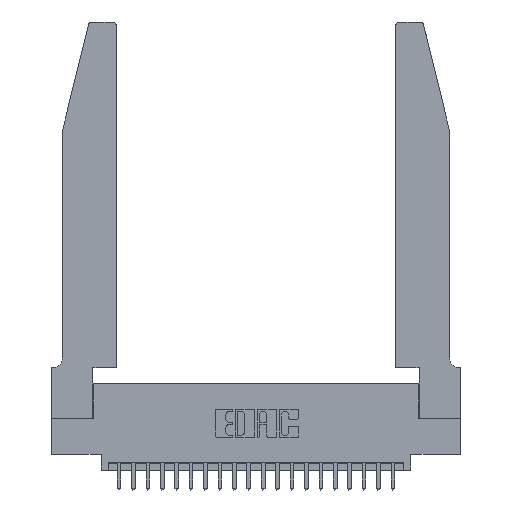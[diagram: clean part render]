
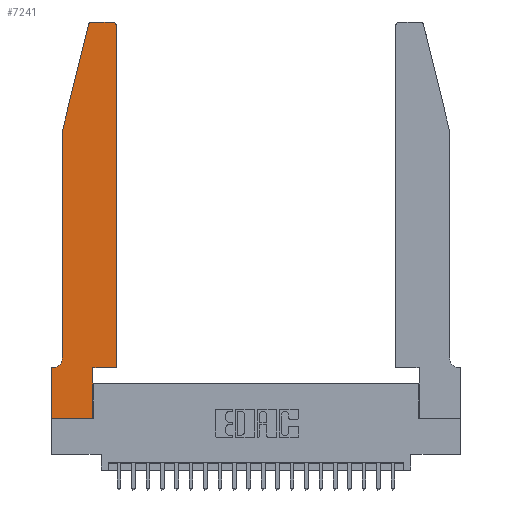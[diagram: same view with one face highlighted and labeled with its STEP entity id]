
A CAD part, top view. The second image highlights one B-rep face of the part: STEP entity #7241.
In plain terms, the highlighted planar face has unit normal (0, 0, 1).
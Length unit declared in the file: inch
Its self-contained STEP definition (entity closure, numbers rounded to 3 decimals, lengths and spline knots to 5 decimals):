
#372 = CARTESIAN_POINT ( 'NONE',  ( 0.0755, 2., 0.37 ) ) ;
#422 = ORIENTED_EDGE ( 'NONE', *, *, #920, .T. ) ;
#524 = CARTESIAN_POINT ( 'NONE',  ( 0., 0., 0.37 ) ) ;
#847 = CARTESIAN_POINT ( 'NONE',  ( 0.4505, 0.35, 0.37 ) ) ;
#920 = EDGE_CURVE ( 'NONE', #19504, #16024, #11715, .T. ) ;
#1181 = VERTEX_POINT ( 'NONE', #847 ) ;
#1433 = DIRECTION ( 'NONE',  ( 1., 0., 0. ) ) ;
#1878 = VERTEX_POINT ( 'NONE', #5474 ) ;
#2000 = DIRECTION ( 'NONE',  ( 0., 1., 0. ) ) ;
#2178 = AXIS2_PLACEMENT_3D ( 'NONE', #7047, #3531, #10928 ) ;
#2300 = DIRECTION ( 'NONE',  ( 0., 0., 1. ) ) ;
#2388 = CARTESIAN_POINT ( 'NONE',  ( 0.2865, 0.35, 0.37 ) ) ;
#2464 = LINE ( 'NONE', #18359, #21289 ) ;
#3145 = ORIENTED_EDGE ( 'NONE', *, *, #20593, .T. ) ;
#3150 = DIRECTION ( 'NONE',  ( -1., 0., 0. ) ) ;
#3313 = ORIENTED_EDGE ( 'NONE', *, *, #21787, .T. ) ;
#3420 = AXIS2_PLACEMENT_3D ( 'NONE', #6848, #5050, #6926 ) ;
#3436 = DIRECTION ( 'NONE',  ( 0., 0., 1. ) ) ;
#3483 = EDGE_CURVE ( 'NONE', #19499, #5676, #3651, .T. ) ;
#3531 = DIRECTION ( 'NONE',  ( 0., 0., 1. ) ) ;
#3651 = LINE ( 'NONE', #524, #22704 ) ;
#3936 = VERTEX_POINT ( 'NONE', #18695 ) ;
#4107 = VECTOR ( 'NONE', #10397, 39.37008 ) ;
#4285 = PLANE ( 'NONE',  #5515 ) ;
#4987 = CARTESIAN_POINT ( 'NONE',  ( 0.0755, 0.42, 0.37 ) ) ;
#5050 = DIRECTION ( 'NONE',  ( 0., 0., -1. ) ) ;
#5209 = DIRECTION ( 'NONE',  ( 1., 0., 0. ) ) ;
#5436 = LINE ( 'NONE', #6888, #18831 ) ;
#5474 = CARTESIAN_POINT ( 'NONE',  ( 0.284, 2.75, 0.37 ) ) ;
#5515 = AXIS2_PLACEMENT_3D ( 'NONE', #11454, #2300, #11387 ) ;
#5676 = VERTEX_POINT ( 'NONE', #14584 ) ;
#5884 = CARTESIAN_POINT ( 'NONE',  ( 0.2865, 0.35, 0.37 ) ) ;
#6170 = EDGE_CURVE ( 'NONE', #5676, #19504, #18193, .T. ) ;
#6710 = CIRCLE ( 'NONE', #2178, 0.03 ) ;
#6848 = CARTESIAN_POINT ( 'NONE',  ( 0.0055, 0.42, 0.37 ) ) ;
#6858 = ORIENTED_EDGE ( 'NONE', *, *, #6170, .T. ) ;
#6888 = CARTESIAN_POINT ( 'NONE',  ( 0.2605, 2.75, 0.37 ) ) ;
#6926 = DIRECTION ( 'NONE',  ( -1., 0., 0. ) ) ;
#7010 = CARTESIAN_POINT ( 'NONE',  ( 0.4505, 0.35, 0.37 ) ) ;
#7047 = CARTESIAN_POINT ( 'NONE',  ( 0.4205, 2.72, 0.37 ) ) ;
#7241 = ADVANCED_FACE ( 'NONE', ( #11855 ), #4285, .T. ) ;
#7810 = EDGE_CURVE ( 'NONE', #18266, #8579, #6710, .T. ) ;
#8061 = LINE ( 'NONE', #7010, #22005 ) ;
#8358 = CIRCLE ( 'NONE', #8893, 0.03 ) ;
#8464 = CARTESIAN_POINT ( 'NONE',  ( 0.4205, 2.75, 0.37 ) ) ;
#8579 = VERTEX_POINT ( 'NONE', #8464 ) ;
#8893 = AXIS2_PLACEMENT_3D ( 'NONE', #14352, #3436, #1433 ) ;
#9068 = CARTESIAN_POINT ( 'NONE',  ( 0., 0., 0.37 ) ) ;
#9544 = DIRECTION ( 'NONE',  ( 0., -1., 0. ) ) ;
#9561 = EDGE_CURVE ( 'NONE', #16024, #1181, #8061, .T. ) ;
#10397 = DIRECTION ( 'NONE',  ( 0., -1., 0. ) ) ;
#10477 = ORIENTED_EDGE ( 'NONE', *, *, #17275, .T. ) ;
#10694 = CARTESIAN_POINT ( 'NONE',  ( 0.4505, 2.72, 0.37 ) ) ;
#10928 = DIRECTION ( 'NONE',  ( 1., 0., 0. ) ) ;
#11135 = CARTESIAN_POINT ( 'NONE',  ( 0.0755, 0.35, 0.37 ) ) ;
#11154 = ORIENTED_EDGE ( 'NONE', *, *, #12914, .T. ) ;
#11387 = DIRECTION ( 'NONE',  ( 1., 0., 0. ) ) ;
#11454 = CARTESIAN_POINT ( 'NONE',  ( 0., 0.35, 0.37 ) ) ;
#11715 = LINE ( 'NONE', #5884, #15145 ) ;
#11855 = FACE_OUTER_BOUND ( 'NONE', #21979, .T. ) ;
#12132 = ORIENTED_EDGE ( 'NONE', *, *, #9561, .T. ) ;
#12816 = DIRECTION ( 'NONE',  ( 1., 0., 0. ) ) ;
#12914 = EDGE_CURVE ( 'NONE', #15474, #3936, #18058, .T. ) ;
#13217 = VECTOR ( 'NONE', #18682, 39.37008 ) ;
#13621 = CARTESIAN_POINT ( 'NONE',  ( 0.0055, 0.35, 0.37 ) ) ;
#13860 = EDGE_CURVE ( 'NONE', #8579, #1878, #5436, .T. ) ;
#14236 = CARTESIAN_POINT ( 'NONE',  ( 0.0755, 2., 0.37 ) ) ;
#14349 = ORIENTED_EDGE ( 'NONE', *, *, #7810, .T. ) ;
#14352 = CARTESIAN_POINT ( 'NONE',  ( 0.284, 2.72, 0.37 ) ) ;
#14372 = VECTOR ( 'NONE', #14805, 39.37008 ) ;
#14419 = ORIENTED_EDGE ( 'NONE', *, *, #3483, .T. ) ;
#14584 = CARTESIAN_POINT ( 'NONE',  ( 0., 0., 0.37 ) ) ;
#14589 = ORIENTED_EDGE ( 'NONE', *, *, #21482, .T. ) ;
#14805 = DIRECTION ( 'NONE',  ( -1., 0., 0. ) ) ;
#15145 = VECTOR ( 'NONE', #2000, 39.37008 ) ;
#15474 = VERTEX_POINT ( 'NONE', #20036 ) ;
#15941 = CARTESIAN_POINT ( 'NONE',  ( 0.2865, 0., 0.37 ) ) ;
#16024 = VERTEX_POINT ( 'NONE', #2388 ) ;
#16124 = LINE ( 'NONE', #14236, #4107 ) ;
#16694 = VERTEX_POINT ( 'NONE', #13621 ) ;
#16725 = CIRCLE ( 'NONE', #3420, 0.07 ) ;
#17275 = EDGE_CURVE ( 'NONE', #1181, #18266, #2464, .T. ) ;
#18058 = LINE ( 'NONE', #372, #13217 ) ;
#18193 = LINE ( 'NONE', #9068, #23313 ) ;
#18266 = VERTEX_POINT ( 'NONE', #10694 ) ;
#18359 = CARTESIAN_POINT ( 'NONE',  ( 0.4505, 0.35, 0.37 ) ) ;
#18682 = DIRECTION ( 'NONE',  ( -0.239, -0.971, 0. ) ) ;
#18695 = CARTESIAN_POINT ( 'NONE',  ( 0.0755, 2., 0.37 ) ) ;
#18802 = EDGE_CURVE ( 'NONE', #19467, #16694, #16725, .T. ) ;
#18831 = VECTOR ( 'NONE', #3150, 39.37008 ) ;
#19467 = VERTEX_POINT ( 'NONE', #4987 ) ;
#19499 = VERTEX_POINT ( 'NONE', #23186 ) ;
#19504 = VERTEX_POINT ( 'NONE', #15941 ) ;
#20036 = CARTESIAN_POINT ( 'NONE',  ( 0.25487, 2.72718, 0.37 ) ) ;
#20074 = ORIENTED_EDGE ( 'NONE', *, *, #18802, .T. ) ;
#20593 = EDGE_CURVE ( 'NONE', #3936, #19467, #16124, .T. ) ;
#21289 = VECTOR ( 'NONE', #22255, 39.37008 ) ;
#21482 = EDGE_CURVE ( 'NONE', #16694, #19499, #21753, .T. ) ;
#21753 = LINE ( 'NONE', #11135, #14372 ) ;
#21787 = EDGE_CURVE ( 'NONE', #1878, #15474, #8358, .T. ) ;
#21979 = EDGE_LOOP ( 'NONE', ( #23075, #3313, #11154, #3145, #20074, #14589, #14419, #6858, #422, #12132, #10477, #14349 ) ) ;
#22005 = VECTOR ( 'NONE', #5209, 39.37008 ) ;
#22255 = DIRECTION ( 'NONE',  ( 0., 1., 0. ) ) ;
#22704 = VECTOR ( 'NONE', #9544, 39.37008 ) ;
#23075 = ORIENTED_EDGE ( 'NONE', *, *, #13860, .T. ) ;
#23186 = CARTESIAN_POINT ( 'NONE',  ( 0., 0.35, 0.37 ) ) ;
#23313 = VECTOR ( 'NONE', #12816, 39.37008 ) ;
